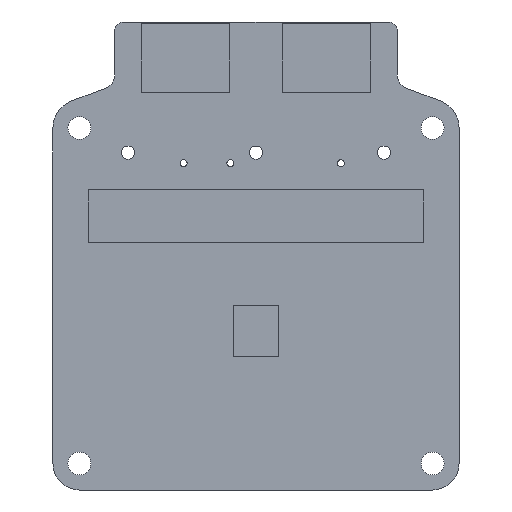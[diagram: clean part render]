
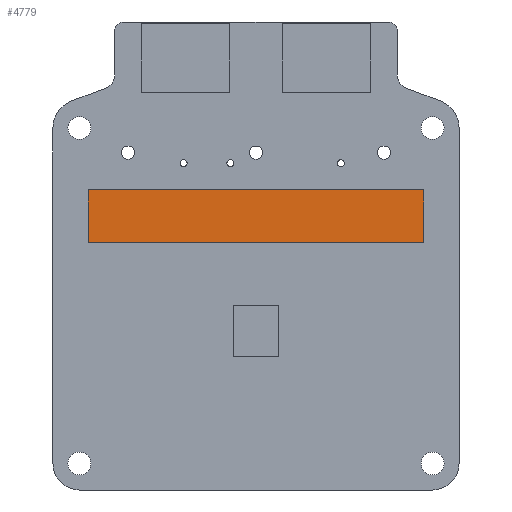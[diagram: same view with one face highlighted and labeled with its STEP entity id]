
A CAD part, front view. The second image highlights one B-rep face of the part: STEP entity #4779.
In plain terms, the highlighted planar face has unit normal (0, -1, 0).
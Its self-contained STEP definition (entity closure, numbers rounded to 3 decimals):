
#127=FACE_OUTER_BOUND('',#392,.T.);
#392=EDGE_LOOP('',(#3170,#3171,#3172,#3173));
#709=LINE('',#6618,#1360);
#713=LINE('',#6625,#1364);
#716=LINE('',#6631,#1367);
#718=LINE('',#6634,#1369);
#1360=VECTOR('',#5361,10.);
#1364=VECTOR('',#5367,10.);
#1367=VECTOR('',#5372,10.);
#1369=VECTOR('',#5376,10.);
#2011=VERTEX_POINT('',#6615);
#2012=VERTEX_POINT('',#6617);
#2014=VERTEX_POINT('',#6623);
#2016=VERTEX_POINT('',#6629);
#2469=EDGE_CURVE('',#2011,#2012,#709,.T.);
#2473=EDGE_CURVE('',#2014,#2011,#713,.T.);
#2476=EDGE_CURVE('',#2016,#2014,#716,.T.);
#2478=EDGE_CURVE('',#2012,#2016,#718,.T.);
#3170=ORIENTED_EDGE('',*,*,#2478,.F.);
#3171=ORIENTED_EDGE('',*,*,#2469,.F.);
#3172=ORIENTED_EDGE('',*,*,#2473,.F.);
#3173=ORIENTED_EDGE('',*,*,#2476,.F.);
#4532=PLANE('',#5058);
#4779=ADVANCED_FACE('',(#127),#4532,.F.);
#5058=AXIS2_PLACEMENT_3D('',#6635,#5377,#5378);
#5361=DIRECTION('',(0.,0.,-1.));
#5367=DIRECTION('',(1.,0.,0.));
#5372=DIRECTION('',(0.,0.,1.));
#5376=DIRECTION('',(-1.,0.,0.));
#5377=DIRECTION('center_axis',(0.,1.,0.));
#5378=DIRECTION('ref_axis',(0.,0.,1.));
#6615=CARTESIAN_POINT('',(19.,0.05,24.));
#6617=CARTESIAN_POINT('',(19.,0.05,18.));
#6618=CARTESIAN_POINT('',(19.,0.05,24.));
#6623=CARTESIAN_POINT('',(-19.,0.05,24.));
#6625=CARTESIAN_POINT('',(-19.,0.05,24.));
#6629=CARTESIAN_POINT('',(-19.,0.05,18.));
#6631=CARTESIAN_POINT('',(-19.,0.05,18.));
#6634=CARTESIAN_POINT('',(19.,0.05,18.));
#6635=CARTESIAN_POINT('Origin',(0.,0.05,21.));
